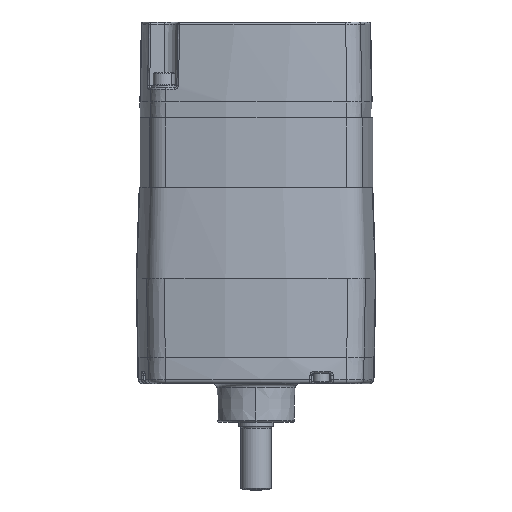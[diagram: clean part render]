
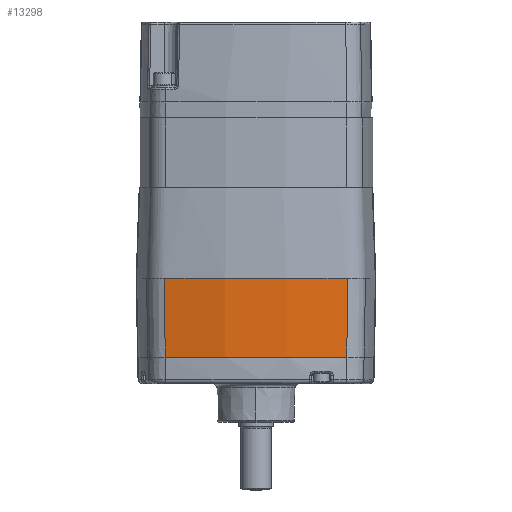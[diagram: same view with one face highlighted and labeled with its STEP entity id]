
A CAD part, front view. The second image highlights one B-rep face of the part: STEP entity #13298.
In plain terms, the highlighted conical face has half-angle 1 degrees and reference radius 148.082 mm.
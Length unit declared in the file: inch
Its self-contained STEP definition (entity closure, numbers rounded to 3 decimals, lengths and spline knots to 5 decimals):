
#680 = ORIENTED_EDGE ( 'NONE', *, *, #20330, .F. ) ;
#1193 = B_SPLINE_CURVE_WITH_KNOTS ( 'NONE', 3,
 ( #24700, #24699, #24707, #24708, #24709, #24710, #24711 ),
 .UNSPECIFIED., .F., .F.,
 ( 4, 1, 1, 1, 4 ),
 ( 0., 0.25, 0.5, 0.75, 1. ),
 .UNSPECIFIED. ) ;
#4357 = VECTOR ( 'NONE', #24936, 39.37008 ) ;
#4368 = LINE ( 'NONE', #24937, #4395 ) ;
#4391 = CIRCLE ( 'NONE', #19619, 5.83042 ) ;
#4395 = VECTOR ( 'NONE', #24938, 39.37008 ) ;
#4533 = LINE ( 'NONE', #24934, #4357 ) ;
#6158 = CARTESIAN_POINT ( 'NONE',  ( 1.31237, -1.57506, 0. ) ) ;
#6170 = CARTESIAN_POINT ( 'NONE',  ( -1.31237, -1.57506, 0. ) ) ;
#7091 = CARTESIAN_POINT ( 'NONE',  ( -1.30794, -1.55582, -1.131 ) ) ;
#7974 = AXIS2_PLACEMENT_3D ( 'NONE', #28073, #27917, #27885 ) ;
#8302 = ORIENTED_EDGE ( 'NONE', *, *, #20334, .T. ) ;
#8368 = ORIENTED_EDGE ( 'NONE', *, *, #20288, .F. ) ;
#8425 = ORIENTED_EDGE ( 'NONE', *, *, #20337, .T. ) ;
#10813 = VERTEX_POINT ( 'NONE', #7091 ) ;
#10835 = VERTEX_POINT ( 'NONE', #6170 ) ;
#11417 = EDGE_LOOP ( 'NONE', ( #680, #8302, #8368, #8425 ) ) ;
#11567 = VERTEX_POINT ( 'NONE', #6158 ) ;
#13298 = ADVANCED_FACE ( 'NONE', ( #29574 ), #29655, .T. ) ;
#16144 = VERTEX_POINT ( 'NONE', #18289 ) ;
#18289 = CARTESIAN_POINT ( 'NONE',  ( 1.30794, -1.55582, -1.131 ) ) ;
#19619 = AXIS2_PLACEMENT_3D ( 'NONE', #24909, #24910, #24911 ) ;
#20288 = EDGE_CURVE ( 'NONE', #10835, #11567, #1193, .T. ) ;
#20330 = EDGE_CURVE ( 'NONE', #16144, #10813, #4391, .T. ) ;
#20334 = EDGE_CURVE ( 'NONE', #16144, #11567, #4533, .T. ) ;
#20337 = EDGE_CURVE ( 'NONE', #10835, #10813, #4368, .T. ) ;
#24699 = CARTESIAN_POINT ( 'NONE',  ( -1.0954, -1.625, 0. ) ) ;
#24700 = CARTESIAN_POINT ( 'NONE',  ( -1.31237, -1.57506, 0. ) ) ;
#24707 = CARTESIAN_POINT ( 'NONE',  ( -0.65881, -1.69946, 0. ) ) ;
#24708 = CARTESIAN_POINT ( 'NONE',  ( 0., -1.73651, 0. ) ) ;
#24709 = CARTESIAN_POINT ( 'NONE',  ( 0.65881, -1.69946, 0. ) ) ;
#24710 = CARTESIAN_POINT ( 'NONE',  ( 1.0954, -1.625, 0. ) ) ;
#24711 = CARTESIAN_POINT ( 'NONE',  ( 1.31237, -1.57506, 0. ) ) ;
#24909 = CARTESIAN_POINT ( 'NONE',  ( 0., 4.126, -1.131 ) ) ;
#24910 = DIRECTION ( 'NONE',  ( 0., 0., -1. ) ) ;
#24911 = DIRECTION ( 'NONE',  ( -1., 0., 0. ) ) ;
#24934 = CARTESIAN_POINT ( 'NONE',  ( 1.30785, -1.55541, -1.155 ) ) ;
#24936 = DIRECTION ( 'NONE',  ( 0.004, -0.017, 1. ) ) ;
#24937 = CARTESIAN_POINT ( 'NONE',  ( -1.30785, -1.55541, -1.155 ) ) ;
#24938 = DIRECTION ( 'NONE',  ( 0.004, 0.017, -1. ) ) ;
#27885 = DIRECTION ( 'NONE',  ( 1., 0., 0. ) ) ;
#27917 = DIRECTION ( 'NONE',  ( 0., 0., 1. ) ) ;
#28073 = CARTESIAN_POINT ( 'NONE',  ( 0., 4.126, -1.155 ) ) ;
#29574 = FACE_OUTER_BOUND ( 'NONE', #11417, .T. ) ;
#29655 = CONICAL_SURFACE ( 'NONE', #7974, 5.83, 0.017 ) ;
